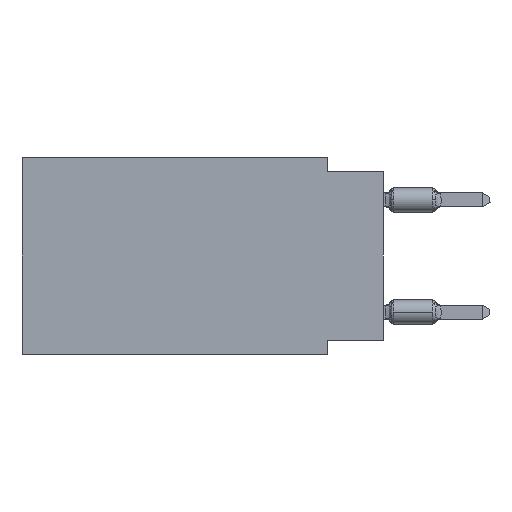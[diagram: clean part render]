
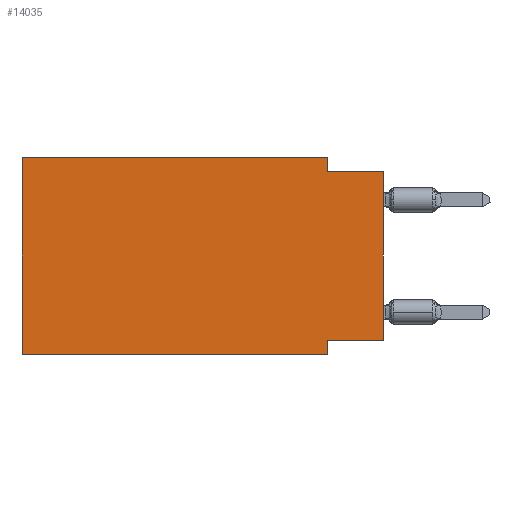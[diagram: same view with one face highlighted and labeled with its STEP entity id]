
A CAD part, left-side view. The second image highlights one B-rep face of the part: STEP entity #14035.
In plain terms, the highlighted planar face has unit normal (-1, 0, 0).
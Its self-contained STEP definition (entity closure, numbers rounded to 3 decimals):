
#847 = EDGE_CURVE ( 'NONE', #19878, #13478, #10190, .T. ) ;
#1659 = EDGE_LOOP ( 'NONE', ( #19720, #44319, #1897, #3935, #13438, #35603, #7157, #26688 ) ) ;
#1782 = VECTOR ( 'NONE', #5981, 1000. ) ;
#1837 = CARTESIAN_POINT ( 'NONE',  ( 0., 16.383, 0. ) ) ;
#1849 = VECTOR ( 'NONE', #3443, 1000. ) ;
#1897 = ORIENTED_EDGE ( 'NONE', *, *, #12553, .F. ) ;
#3443 = DIRECTION ( 'NONE',  ( 0., -1., 0. ) ) ;
#3540 = FACE_OUTER_BOUND ( 'NONE', #1659, .T. ) ;
#3935 = ORIENTED_EDGE ( 'NONE', *, *, #22546, .F. ) ;
#4325 = VECTOR ( 'NONE', #26510, 1000. ) ;
#4910 = VERTEX_POINT ( 'NONE', #40689 ) ;
#5020 = CARTESIAN_POINT ( 'NONE',  ( 0., 16.383, -8.89 ) ) ;
#5981 = DIRECTION ( 'NONE',  ( 0., 1., 0. ) ) ;
#6371 = LINE ( 'NONE', #14256, #31806 ) ;
#7157 = ORIENTED_EDGE ( 'NONE', *, *, #8715, .F. ) ;
#8715 = EDGE_CURVE ( 'NONE', #30583, #16648, #9548, .T. ) ;
#9548 = LINE ( 'NONE', #40565, #32892 ) ;
#9551 = CARTESIAN_POINT ( 'NONE',  ( 0., 0., -8.255 ) ) ;
#10190 = LINE ( 'NONE', #24687, #49625 ) ;
#11775 = CARTESIAN_POINT ( 'NONE',  ( 0., 2.54, -8.255 ) ) ;
#12066 = VECTOR ( 'NONE', #27958, 1000. ) ;
#12553 = EDGE_CURVE ( 'NONE', #36624, #17069, #16269, .T. ) ;
#13438 = ORIENTED_EDGE ( 'NONE', *, *, #847, .F. ) ;
#13478 = VERTEX_POINT ( 'NONE', #1837 ) ;
#14035 = ADVANCED_FACE ( 'NONE', ( #3540 ), #15742, .F. ) ;
#14256 = CARTESIAN_POINT ( 'NONE',  ( 0., 16.383, -8.89 ) ) ;
#15742 = PLANE ( 'NONE',  #26448 ) ;
#16178 = EDGE_CURVE ( 'NONE', #36910, #30583, #16921, .T. ) ;
#16269 = LINE ( 'NONE', #43965, #12066 ) ;
#16648 = VERTEX_POINT ( 'NONE', #42169 ) ;
#16921 = LINE ( 'NONE', #9551, #1782 ) ;
#17069 = VERTEX_POINT ( 'NONE', #18715 ) ;
#18715 = CARTESIAN_POINT ( 'NONE',  ( 0., 2.54, -0.635 ) ) ;
#18898 = CARTESIAN_POINT ( 'NONE',  ( 0., 0., 0. ) ) ;
#19061 = DIRECTION ( 'NONE',  ( 1., 0., 0. ) ) ;
#19720 = ORIENTED_EDGE ( 'NONE', *, *, #40632, .T. ) ;
#19878 = VERTEX_POINT ( 'NONE', #5020 ) ;
#21123 = DIRECTION ( 'NONE',  ( 0., -1., 0. ) ) ;
#22546 = EDGE_CURVE ( 'NONE', #13478, #36624, #36838, .T. ) ;
#23282 = CARTESIAN_POINT ( 'NONE',  ( 0., 0., -0.635 ) ) ;
#24687 = CARTESIAN_POINT ( 'NONE',  ( 0., 16.383, 0. ) ) ;
#26448 = AXIS2_PLACEMENT_3D ( 'NONE', #35302, #19061, #49810 ) ;
#26510 = DIRECTION ( 'NONE',  ( 0., 0., 1. ) ) ;
#26688 = ORIENTED_EDGE ( 'NONE', *, *, #16178, .F. ) ;
#27958 = DIRECTION ( 'NONE',  ( 0., 0., -1. ) ) ;
#30583 = VERTEX_POINT ( 'NONE', #11775 ) ;
#31806 = VECTOR ( 'NONE', #21123, 1000. ) ;
#32892 = VECTOR ( 'NONE', #35728, 1000. ) ;
#35204 = LINE ( 'NONE', #23282, #1849 ) ;
#35302 = CARTESIAN_POINT ( 'NONE',  ( 0., 16.383, 0. ) ) ;
#35603 = ORIENTED_EDGE ( 'NONE', *, *, #39819, .T. ) ;
#35728 = DIRECTION ( 'NONE',  ( 0., 0., -1. ) ) ;
#36624 = VERTEX_POINT ( 'NONE', #48131 ) ;
#36838 = LINE ( 'NONE', #41659, #41642 ) ;
#36910 = VERTEX_POINT ( 'NONE', #46321 ) ;
#38967 = LINE ( 'NONE', #18898, #4325 ) ;
#39819 = EDGE_CURVE ( 'NONE', #19878, #16648, #6371, .T. ) ;
#40203 = DIRECTION ( 'NONE',  ( 0., 0., 1. ) ) ;
#40260 = EDGE_CURVE ( 'NONE', #17069, #4910, #35204, .T. ) ;
#40565 = CARTESIAN_POINT ( 'NONE',  ( 0., 2.54, -8.89 ) ) ;
#40632 = EDGE_CURVE ( 'NONE', #36910, #4910, #38967, .T. ) ;
#40689 = CARTESIAN_POINT ( 'NONE',  ( 0., 0., -0.635 ) ) ;
#41642 = VECTOR ( 'NONE', #44715, 1000. ) ;
#41659 = CARTESIAN_POINT ( 'NONE',  ( 0., 16.383, 0. ) ) ;
#42169 = CARTESIAN_POINT ( 'NONE',  ( 0., 2.54, -8.89 ) ) ;
#43965 = CARTESIAN_POINT ( 'NONE',  ( 0., 2.54, 0. ) ) ;
#44319 = ORIENTED_EDGE ( 'NONE', *, *, #40260, .F. ) ;
#44715 = DIRECTION ( 'NONE',  ( 0., -1., 0. ) ) ;
#46321 = CARTESIAN_POINT ( 'NONE',  ( 0., 0., -8.255 ) ) ;
#48131 = CARTESIAN_POINT ( 'NONE',  ( 0., 2.54, 0. ) ) ;
#49625 = VECTOR ( 'NONE', #40203, 1000. ) ;
#49810 = DIRECTION ( 'NONE',  ( 0., 0., -1. ) ) ;
